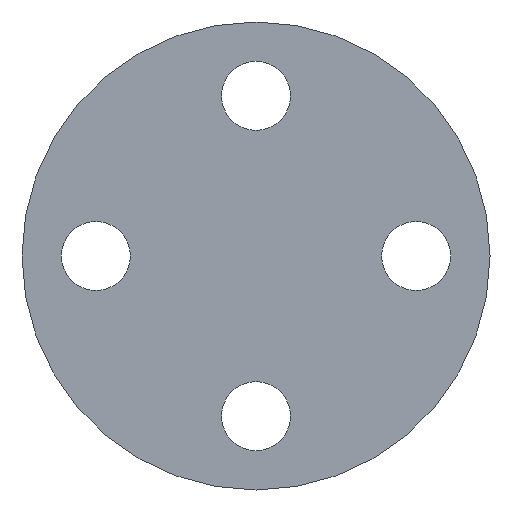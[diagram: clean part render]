
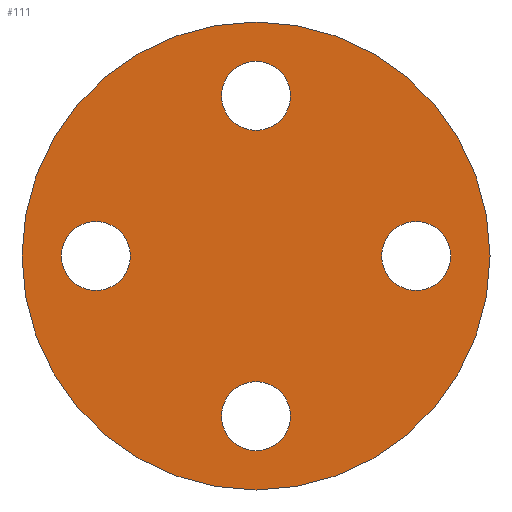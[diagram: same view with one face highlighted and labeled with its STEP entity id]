
A CAD part, left-side view. The second image highlights one B-rep face of the part: STEP entity #111.
In plain terms, the highlighted planar face has unit normal (-1, 0, 0).
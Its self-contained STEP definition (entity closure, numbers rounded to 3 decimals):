
#87 = VERTEX_POINT( '', #229 );
#89 = VERTEX_POINT( '', #231 );
#97 = VERTEX_POINT( '', #240 );
#99 = EDGE_CURVE( '', #87, #191, #242, .T. );
#107 = VERTEX_POINT( '', #252 );
#111 = ADVANCED_FACE( '', ( #256, #257, #258, #259, #260 ), #261, .F. );
#113 = EDGE_CURVE( '', #107, #203, #263, .T. );
#125 = VERTEX_POINT( '', #280 );
#129 = EDGE_CURVE( '', #97, #125, #284, .T. );
#135 = EDGE_CURVE( '', #191, #87, #290, .T. );
#143 = EDGE_CURVE( '', #147, #177, #299, .T. );
#147 = VERTEX_POINT( '', #304 );
#165 = EDGE_CURVE( '', #195, #89, #322, .T. );
#169 = EDGE_CURVE( '', #89, #195, #326, .T. );
#171 = EDGE_CURVE( '', #177, #147, #328, .T. );
#177 = VERTEX_POINT( '', #335 );
#179 = EDGE_CURVE( '', #203, #107, #337, .T. );
#185 = EDGE_CURVE( '', #125, #97, #343, .T. );
#191 = VERTEX_POINT( '', #350 );
#195 = VERTEX_POINT( '', #355 );
#203 = VERTEX_POINT( '', #363 );
#229 = CARTESIAN_POINT( '', ( 0., 7., -32.5 ) );
#231 = CARTESIAN_POINT( '', ( 0., 0., -47.5 ) );
#240 = CARTESIAN_POINT( '', ( 0., 25.5, 0. ) );
#242 = CIRCLE( '', #396, 7. );
#252 = CARTESIAN_POINT( '', ( 0., 7., 32.5 ) );
#256 = FACE_BOUND( '', #412, .T. );
#257 = FACE_BOUND( '', #413, .T. );
#258 = FACE_BOUND( '', #414, .T. );
#259 = FACE_BOUND( '', #415, .T. );
#260 = FACE_OUTER_BOUND( '', #416, .T. );
#261 = PLANE( '', #417 );
#263 = CIRCLE( '', #420, 7. );
#280 = CARTESIAN_POINT( '', ( 0., 39.5, 0. ) );
#284 = CIRCLE( '', #447, 7. );
#290 = CIRCLE( '', #456, 7. );
#299 = CIRCLE( '', #470, 7. );
#304 = CARTESIAN_POINT( '', ( 0., -39.5, 0. ) );
#322 = CIRCLE( '', #504, 47.5 );
#326 = CIRCLE( '', #510, 47.5 );
#328 = CIRCLE( '', #513, 7. );
#335 = CARTESIAN_POINT( '', ( 0., -25.5, 0. ) );
#337 = CIRCLE( '', #524, 7. );
#343 = CIRCLE( '', #530, 7. );
#350 = CARTESIAN_POINT( '', ( 0., -7., -32.5 ) );
#355 = CARTESIAN_POINT( '', ( 0., 0., 47.5 ) );
#363 = CARTESIAN_POINT( '', ( 0., -7., 32.5 ) );
#396 = AXIS2_PLACEMENT_3D( '', #577, #578, #579 );
#412 = EDGE_LOOP( '', ( #598, #599 ) );
#413 = EDGE_LOOP( '', ( #600, #601 ) );
#414 = EDGE_LOOP( '', ( #602, #603 ) );
#415 = EDGE_LOOP( '', ( #604, #605 ) );
#416 = EDGE_LOOP( '', ( #606, #607 ) );
#417 = AXIS2_PLACEMENT_3D( '', #608, #609, #610 );
#420 = AXIS2_PLACEMENT_3D( '', #611, #612, #613 );
#447 = AXIS2_PLACEMENT_3D( '', #638, #639, #640 );
#456 = AXIS2_PLACEMENT_3D( '', #642, #643, #644 );
#470 = AXIS2_PLACEMENT_3D( '', #655, #656, #657 );
#504 = AXIS2_PLACEMENT_3D( '', #676, #677, #678 );
#510 = AXIS2_PLACEMENT_3D( '', #682, #683, #684 );
#513 = AXIS2_PLACEMENT_3D( '', #685, #686, #687 );
#524 = AXIS2_PLACEMENT_3D( '', #699, #700, #701 );
#530 = AXIS2_PLACEMENT_3D( '', #703, #704, #705 );
#577 = CARTESIAN_POINT( '', ( 0., 0., -32.5 ) );
#578 = DIRECTION( '', ( 1., 0., 0. ) );
#579 = DIRECTION( '', ( 0., 1., 0. ) );
#598 = ORIENTED_EDGE( '', *, *, #113, .T. );
#599 = ORIENTED_EDGE( '', *, *, #179, .T. );
#600 = ORIENTED_EDGE( '', *, *, #171, .T. );
#601 = ORIENTED_EDGE( '', *, *, #143, .T. );
#602 = ORIENTED_EDGE( '', *, *, #99, .T. );
#603 = ORIENTED_EDGE( '', *, *, #135, .T. );
#604 = ORIENTED_EDGE( '', *, *, #185, .T. );
#605 = ORIENTED_EDGE( '', *, *, #129, .T. );
#606 = ORIENTED_EDGE( '', *, *, #169, .F. );
#607 = ORIENTED_EDGE( '', *, *, #165, .F. );
#608 = CARTESIAN_POINT( '', ( 0., 0., 0. ) );
#609 = DIRECTION( '', ( 1., 0., 0. ) );
#610 = DIRECTION( '', ( 0., 0., -1. ) );
#611 = CARTESIAN_POINT( '', ( 0., 0., 32.5 ) );
#612 = DIRECTION( '', ( 1., 0., 0. ) );
#613 = DIRECTION( '', ( 0., 1., 0. ) );
#638 = CARTESIAN_POINT( '', ( 0., 32.5, 0. ) );
#639 = DIRECTION( '', ( 1., 0., 0. ) );
#640 = DIRECTION( '', ( 0., 1., 0. ) );
#642 = CARTESIAN_POINT( '', ( 0., 0., -32.5 ) );
#643 = DIRECTION( '', ( 1., 0., 0. ) );
#644 = DIRECTION( '', ( 0., 1., 0. ) );
#655 = CARTESIAN_POINT( '', ( 0., -32.5, 0. ) );
#656 = DIRECTION( '', ( 1., 0., 0. ) );
#657 = DIRECTION( '', ( 0., 1., 0. ) );
#676 = CARTESIAN_POINT( '', ( 0., 0., 0. ) );
#677 = DIRECTION( '', ( 1., 0., 0. ) );
#678 = DIRECTION( '', ( 0., 0., -1. ) );
#682 = CARTESIAN_POINT( '', ( 0., 0., 0. ) );
#683 = DIRECTION( '', ( 1., 0., 0. ) );
#684 = DIRECTION( '', ( 0., 0., -1. ) );
#685 = CARTESIAN_POINT( '', ( 0., -32.5, 0. ) );
#686 = DIRECTION( '', ( 1., 0., 0. ) );
#687 = DIRECTION( '', ( 0., 1., 0. ) );
#699 = CARTESIAN_POINT( '', ( 0., 0., 32.5 ) );
#700 = DIRECTION( '', ( 1., 0., 0. ) );
#701 = DIRECTION( '', ( 0., 1., 0. ) );
#703 = CARTESIAN_POINT( '', ( 0., 32.5, 0. ) );
#704 = DIRECTION( '', ( 1., 0., 0. ) );
#705 = DIRECTION( '', ( 0., 1., 0. ) );
